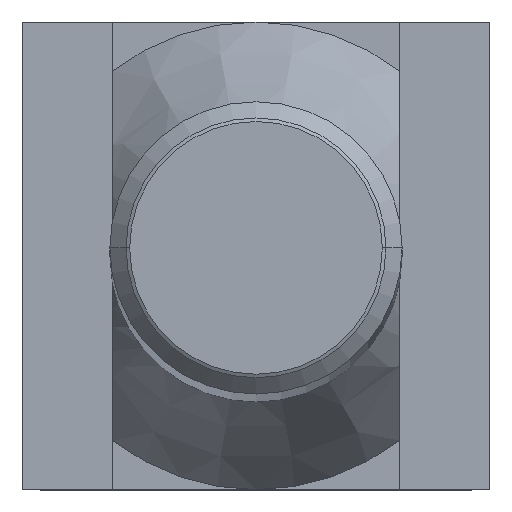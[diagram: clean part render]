
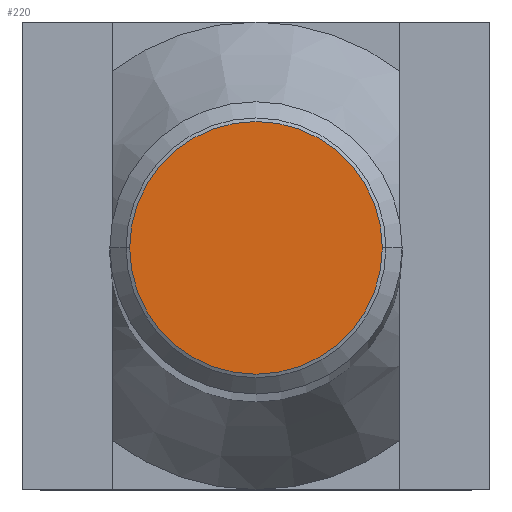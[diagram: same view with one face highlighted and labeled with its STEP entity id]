
A CAD part, top view. The second image highlights one B-rep face of the part: STEP entity #220.
In plain terms, the highlighted planar face has unit normal (0, 0, 1).
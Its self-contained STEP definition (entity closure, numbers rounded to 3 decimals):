
#174=EDGE_CURVE('',#318,#380,#433,.T.);
#220=ADVANCED_FACE('',(#484),#485,.T.);
#278=EDGE_CURVE('',#380,#318,#547,.T.);
#318=VERTEX_POINT('',#593);
#380=VERTEX_POINT('',#662);
#433=CIRCLE('',#728,8.647);
#484=FACE_OUTER_BOUND('',#809,.T.);
#485=PLANE('',#810);
#547=CIRCLE('',#898,8.647);
#593=CARTESIAN_POINT('',(-8.647,0.,315.0));
#662=CARTESIAN_POINT('',(8.647,0.,315.0));
#728=AXIS2_PLACEMENT_3D('',#1100,#1101,#1102);
#809=EDGE_LOOP('',(#1159,#1160));
#810=AXIS2_PLACEMENT_3D('',#1161,#1162,#1163);
#898=AXIS2_PLACEMENT_3D('',#1215,#1216,#1217);
#1100=CARTESIAN_POINT('',(0.0,0.,315.0));
#1101=DIRECTION('',(0.0,-0.0,1.0));
#1102=DIRECTION('',(1.0,0.,0.0));
#1159=ORIENTED_EDGE('',*,*,#278,.T.);
#1160=ORIENTED_EDGE('',*,*,#174,.T.);
#1161=CARTESIAN_POINT('',(-4.375,0.,315.0));
#1162=DIRECTION('',(0.0,0.0,1.0));
#1163=DIRECTION('',(-1.0,0.,0.0));
#1215=CARTESIAN_POINT('',(0.0,0.,315.0));
#1216=DIRECTION('',(0.0,-0.0,1.0));
#1217=DIRECTION('',(1.0,0.,0.0));
